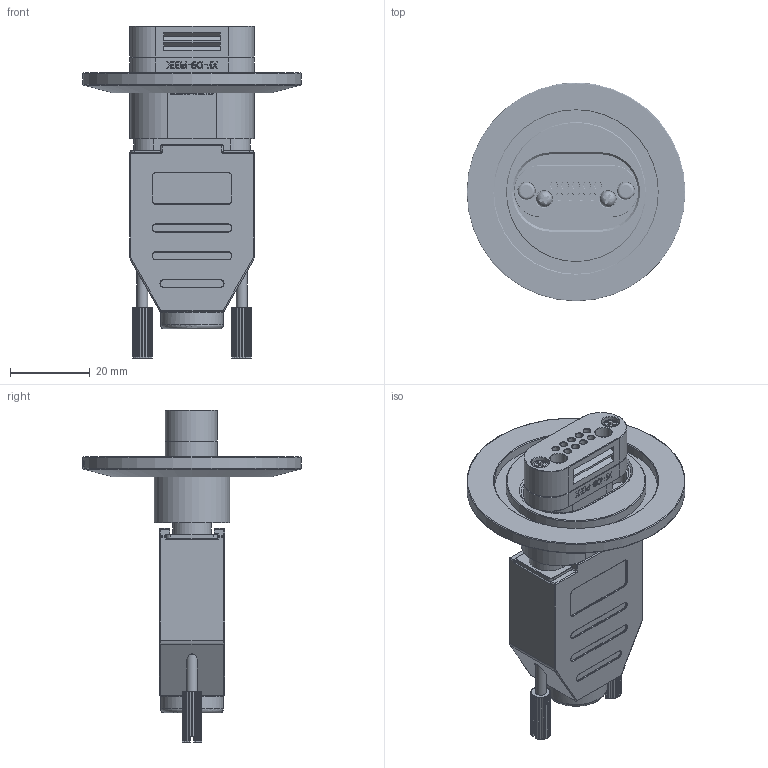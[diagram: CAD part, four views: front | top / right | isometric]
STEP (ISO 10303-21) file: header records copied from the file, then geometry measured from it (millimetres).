
FILE_DESCRIPTION (( 'STEP AP214' ), '1' );
FILE_NAME ('俋楷耀倰(湍脣芛)-D-KF40-1D9-W19H19.STEP', '2024-08-19T08:06:36', ( '' ), ( '' ), 'SwSTEP 2.0', 'SolidWorks 2020', '' );
FILE_SCHEMA (( 'AUTOMOTIVE_DESIGN' ));
Length unit declared in the file: millimetre
Products named in the file (15): DB09脣芛; ĸͷ-DB09; XF-D09-02; 俋褲-DB09; NDL-D10L17; 俋楷耀倰-CFG-D1005; 俋楷耀倰-DB0910-W19H19; XF-D09-01; 脣芛蹟隊-UNC #4-40; SCRW-M3; 俋楷耀倰-FL-DB0910-W19H19; 俋楷耀倰(湍脣芛)-D-KF40-1D9-W19H19; XF-D09; FL-D-KF40-1D9-W19H19; UNC#4-40-12.7
Assembly tree (33 placements, depth 4):
  俋楷耀倰(湍脣芛)-D-KF40-1D9-W19H19
    FL-D-KF40-1D9-W19H19
    俋楷耀倰-DB0910-W19H19
      俋楷耀倰-FL-DB0910-W19H19
      NDL-D10L17  x9
      DB09脣芛
        俋褲-DB09
        ĸͷ-DB09
        脣芛蹟隊-UNC #4-40  x2
      XF-D09
        XF-D09-01
        XF-D09-02
        SCRW-M3  x2
        俋楷耀倰-CFG-D1005  x9
        UNC#4-40-12.7  x2
Bounding box: 55 x 55 x 83.5 mm (x, y, z)
Volume: 36395.1 mm3; surface area: 25028.5 mm2
Topology: 31 solids, 31 shells, 1309 faces, 3877 edges, 2799 vertices
Faces by surface type: cylinder 510, plane 495, torus 121, cone 95, bspline 78, sphere 10
Full cylindrical faces by diameter (mm): 1 x27, 1.6 x9, 1.66 x9, 1.8 x18, 2.22 x9, 2.4 x11, 2.5 x16, 2.7 x2, 3 x40, 3.2 x2, 4 x2, 4.2 x2, 4.3 x4, 4.5 x2, 12 x1, 15.8 x1, 35.2 x1, 41.2 x1, 55 x1
Entity records: 59201 total; most frequent: CARTESIAN_POINT 32280, ORIENTED_EDGE 5726, DIRECTION 4897, EDGE_CURVE 2863, VERTEX_POINT 2239, AXIS2_PLACEMENT_3D 1792, EDGE_LOOP 1384, LINE 1313
